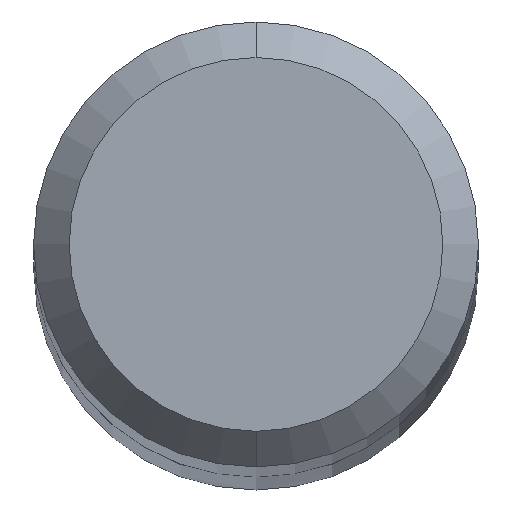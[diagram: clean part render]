
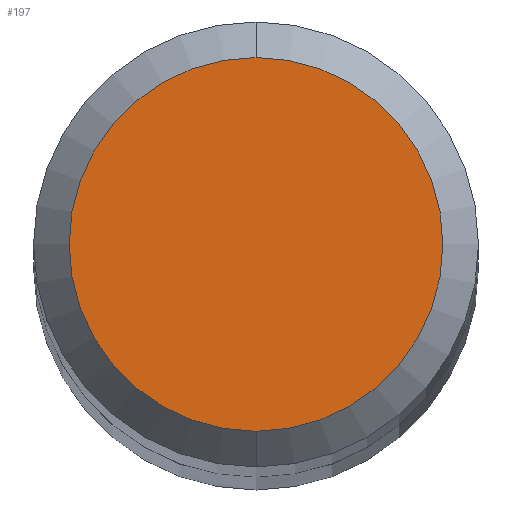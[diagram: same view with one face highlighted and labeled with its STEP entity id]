
A CAD part, top view. The second image highlights one B-rep face of the part: STEP entity #197.
In plain terms, the highlighted planar face has unit normal (0, 0, 1).
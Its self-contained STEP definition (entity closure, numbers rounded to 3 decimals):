
#197=ADVANCED_FACE('',(#459),#460,.T.);
#223=EDGE_CURVE('',#261,#325,#490,.T.);
#261=VERTEX_POINT('',#534);
#325=VERTEX_POINT('',#603);
#371=EDGE_CURVE('',#325,#261,#653,.T.);
#459=FACE_OUTER_BOUND('',#777,.T.);
#460=PLANE('',#778);
#490=CIRCLE('',#902,2.1);
#534=CARTESIAN_POINT('',(0.0,2.1,63.0));
#603=CARTESIAN_POINT('',(0.,-2.1,63.0));
#653=CIRCLE('',#1252,2.1);
#777=EDGE_LOOP('',(#1323,#1324));
#778=AXIS2_PLACEMENT_3D('',#1325,#1326,#1327);
#902=AXIS2_PLACEMENT_3D('',#1361,#1362,#1363);
#1252=AXIS2_PLACEMENT_3D('',#1551,#1552,#1553);
#1323=ORIENTED_EDGE('',*,*,#223,.F.);
#1324=ORIENTED_EDGE('',*,*,#371,.F.);
#1325=CARTESIAN_POINT('',(0.0,1.05,63.0));
#1326=DIRECTION('',(-0.0,0.0,1.0));
#1327=DIRECTION('',(0.0,-1.0,0.0));
#1361=CARTESIAN_POINT('',(0.0,0.0,63.0));
#1362=DIRECTION('',(0.0,0.0,-1.0));
#1363=DIRECTION('',(0.0,1.0,0.0));
#1551=CARTESIAN_POINT('',(0.0,0.0,63.0));
#1552=DIRECTION('',(0.0,0.0,-1.0));
#1553=DIRECTION('',(0.0,1.0,0.0));
